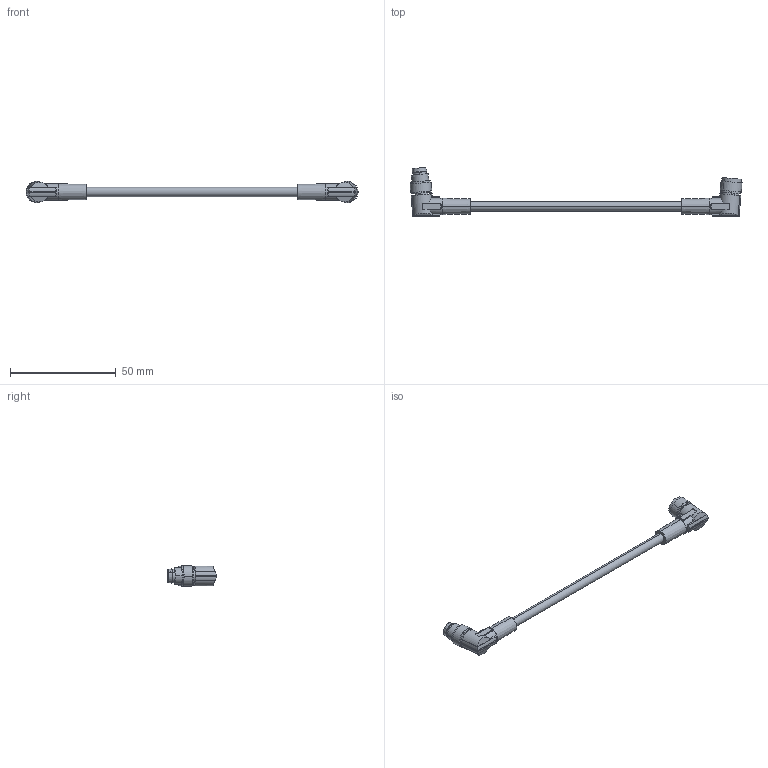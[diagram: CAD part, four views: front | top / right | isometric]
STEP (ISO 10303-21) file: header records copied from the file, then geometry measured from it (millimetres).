
FILE_DESCRIPTION(('SolidDesigner STEP Export'),'2;1');
FILE_NAME('1415581_SAC_4P_M8MR_0.6_PVC_M8FR-select.stp','2015-02-05T 9:16:38',(''),(''),'Creo Elements/Direct Modeling STEP processor for AP214 (Solid Model)','Creo Elements/Direct Modeling 18.1B 29-Sep-2012 (C) Parametric Technology GmbH','');
FILE_SCHEMA(('AUTOMOTIVE_DESIGN { 1 0 10303 214 1 1 1 1 }'));
Length unit declared in the file: millimetre
Products named in the file (2): 1415581_SAC_4P_M8MR_0.6_PVC_M8FR-select
Assembly tree (1 placements, depth 2):
  1415581_SAC_4P_M8MR_0.6_PVC_M8FR-select
    1415581_SAC_4P_M8MR_0.6_PVC_M8FR-select
Bounding box: 157.26 x 23.31 x 10 mm (x, y, z)
Volume: 5651.4 mm3; surface area: 4379.7 mm2
Topology: 1 solids, 1 shells, 184 faces, 469 edges, 311 vertices
Faces by surface type: cylinder 87, plane 75, cone 22
Entity records: 8390 total; most frequent: CARTESIAN_POINT 2549, ORIENTED_EDGE 938, DIRECTION 844, EDGE_CURVE 469, AXIS2_PLACEMENT_3D 314, VERTEX_POINT 311, VECTOR 216, LINE 216
